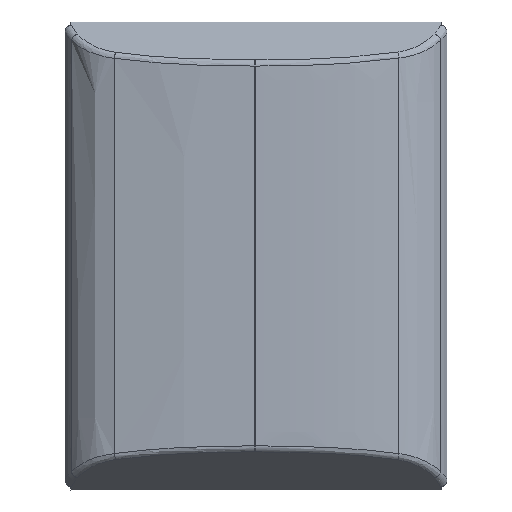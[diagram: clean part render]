
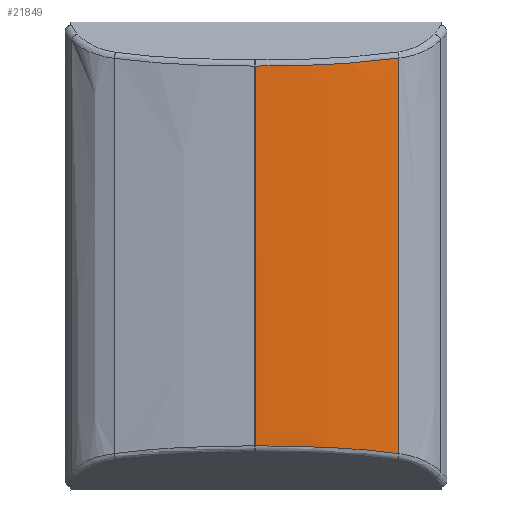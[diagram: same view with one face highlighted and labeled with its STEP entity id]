
A CAD part, top view. The second image highlights one B-rep face of the part: STEP entity #21849.
In plain terms, the highlighted face is a extrusion surface.
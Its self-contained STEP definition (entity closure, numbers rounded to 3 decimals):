
#1104=CARTESIAN_POINT('',(-0.02,1.602,
6.053));
#1105=CARTESIAN_POINT('',(0.644,1.602,6.053));
#1106=CARTESIAN_POINT('',(1.945,1.592,6.04));
#1107=CARTESIAN_POINT('',(3.878,1.541,5.968));
#1108=CARTESIAN_POINT('',(5.591,1.459,5.856));
#1109=CARTESIAN_POINT('',(7.569,1.311,5.652));
#1110=CARTESIAN_POINT('',(8.834,1.166,5.451));
#1111=CARTESIAN_POINT('',(9.469,1.076,5.326));
#1118=DIRECTION('',(0.,1.,0.));
#1119=VECTOR('',#1118,25.172);
#1120=CARTESIAN_POINT('',(-0.02,1.602,
6.053));
#1121=LINE('',#1120,#1119);
#1122=DIRECTION('',(0.,-1.,0.));
#1123=VECTOR('',#1122,26.223);
#1124=CARTESIAN_POINT('',(9.469,27.299,5.326));
#1125=LINE('',#1124,#1123);
#1351=CARTESIAN_POINT('',(9.469,27.299,5.326));
#1352=CARTESIAN_POINT('',(9.102,27.248,5.398));
#1353=CARTESIAN_POINT('',(8.318,27.149,5.535));
#1354=CARTESIAN_POINT('',(7.001,27.021,5.713));
#1355=CARTESIAN_POINT('',(5.526,26.916,5.858));
#1356=CARTESIAN_POINT('',(3.88,26.836,5.968));
#1357=CARTESIAN_POINT('',(2.067,26.786,6.036));
#1358=CARTESIAN_POINT('',(0.699,26.774,6.053));
#1359=CARTESIAN_POINT('',(-0.02,26.774,
6.053));
#15802=CARTESIAN_POINT('',(-0.02,1.602,
6.053));
#15804=VERTEX_POINT('',#15802);
#15808=CARTESIAN_POINT('',(-0.02,26.774,
6.053));
#15809=VERTEX_POINT('',#15808);
#15814=VERTEX_POINT('',#1111);
#15816=VERTEX_POINT('',#1351);
#21780=CARTESIAN_POINT('',(9.563,-0.89,
5.307));
#21781=CARTESIAN_POINT('',(9.532,-0.89,
5.314));
#21782=CARTESIAN_POINT('',(9.215,-0.89,
5.377));
#21783=CARTESIAN_POINT('',(8.642,-0.89,
5.479));
#21784=CARTESIAN_POINT('',(7.868,-0.89,
5.596));
#21785=CARTESIAN_POINT('',(7.173,-0.89,
5.686));
#21786=CARTESIAN_POINT('',(6.546,-0.89,
5.756));
#21787=CARTESIAN_POINT('',(5.978,-0.89,
5.811));
#21788=CARTESIAN_POINT('',(5.464,-0.89,
5.856));
#21789=CARTESIAN_POINT('',(4.995,-0.89,
5.891));
#21790=CARTESIAN_POINT('',(4.569,-0.89,5.92));
#21791=CARTESIAN_POINT('',(4.179,-0.89,
5.943));
#21792=CARTESIAN_POINT('',(3.823,-0.89,
5.963));
#21793=CARTESIAN_POINT('',(3.498,-0.89,
5.978));
#21794=CARTESIAN_POINT('',(3.201,-0.89,
5.991));
#21795=CARTESIAN_POINT('',(2.929,-0.89,
6.002));
#21796=CARTESIAN_POINT('',(2.681,-0.89,
6.01));
#21797=CARTESIAN_POINT('',(2.453,-0.89,6.017));
#21798=CARTESIAN_POINT('',(2.245,-0.89,
6.023));
#21799=CARTESIAN_POINT('',(2.055,-0.89,
6.028));
#21800=CARTESIAN_POINT('',(1.88,-0.89,
6.032));
#21801=CARTESIAN_POINT('',(1.72,-0.89,
6.036));
#21802=CARTESIAN_POINT('',(1.574,-0.89,
6.039));
#21803=CARTESIAN_POINT('',(1.439,-0.89,
6.041));
#21804=CARTESIAN_POINT('',(1.315,-0.89,
6.043));
#21805=CARTESIAN_POINT('',(1.201,-0.89,
6.044));
#21806=CARTESIAN_POINT('',(1.096,-0.89,
6.046));
#21807=CARTESIAN_POINT('',(1.,-0.89,
6.047));
#21808=CARTESIAN_POINT('',(0.911,-0.89,
6.048));
#21809=CARTESIAN_POINT('',(0.829,-0.89,
6.049));
#21810=CARTESIAN_POINT('',(0.754,-0.89,
6.049));
#21811=CARTESIAN_POINT('',(0.684,-0.89,
6.05));
#21812=CARTESIAN_POINT('',(0.62,-0.89,
6.05));
#21813=CARTESIAN_POINT('',(0.561,-0.89,
6.051));
#21814=CARTESIAN_POINT('',(0.506,-0.89,
6.051));
#21815=CARTESIAN_POINT('',(0.455,-0.89,
6.051));
#21816=CARTESIAN_POINT('',(0.408,-0.89,
6.052));
#21817=CARTESIAN_POINT('',(0.365,-0.89,
6.052));
#21818=CARTESIAN_POINT('',(0.325,-0.89,
6.052));
#21819=CARTESIAN_POINT('',(0.288,-0.89,
6.052));
#21820=CARTESIAN_POINT('',(0.254,-0.89,
6.052));
#21821=CARTESIAN_POINT('',(0.223,-0.89,
6.052));
#21822=CARTESIAN_POINT('',(0.193,-0.89,
6.052));
#21823=CARTESIAN_POINT('',(0.166,-0.89,
6.052));
#21824=CARTESIAN_POINT('',(0.141,-0.89,
6.052));
#21825=CARTESIAN_POINT('',(0.118,-0.89,
6.052));
#21826=CARTESIAN_POINT('',(0.097,-0.89,6.052));
#21827=CARTESIAN_POINT('',(0.077,-0.89,
6.052));
#21828=CARTESIAN_POINT('',(0.059,-0.89,
6.053));
#21829=CARTESIAN_POINT('',(0.042,-0.89,6.053));
#21830=CARTESIAN_POINT('',(0.027,-0.89,6.053));
#21831=CARTESIAN_POINT('',(0.013,-0.89,6.053));
#21832=CARTESIAN_POINT('',(0.001,-0.89,
6.053));
#21833=CARTESIAN_POINT('',(-0.01,-0.89,
6.053));
#21834=CARTESIAN_POINT('',(-0.08,-0.89,
6.053));
#21835=CARTESIAN_POINT('',(-0.147,-0.89,
6.052));
#21836=CARTESIAN_POINT('',(-0.21,-0.89,
6.052));
#21838=DIRECTION('',(0.,-1.,0.));
#21839=VECTOR('',#21838,1.);
#21840=SURFACE_OF_LINEAR_EXTRUSION('',#21837,#21839);
#21841=ORIENTED_EDGE('',*,*,#21771,.F.);
#21843=ORIENTED_EDGE('',*,*,#21842,.T.);
#21845=ORIENTED_EDGE('',*,*,#21844,.F.);
#21846=ORIENTED_EDGE('',*,*,#21637,.T.);
#21847=EDGE_LOOP('',(#21841,#21843,#21845,#21846));
#21848=FACE_OUTER_BOUND('',#21847,.F.);
#21849=ADVANCED_FACE('',(#21848),#21840,.T.);
#1112=B_SPLINE_CURVE_WITH_KNOTS('',3,(#1104,#1105,#1106,#1107,#1108,#1109,#1110,
#1111),.UNSPECIFIED.,.F.,.F.,(4,1,1,1,1,4),(0.,0.2,0.4,0.6,0.8,1.),
.UNSPECIFIED.);
#1360=B_SPLINE_CURVE_WITH_KNOTS('',3,(#1351,#1352,#1353,#1354,#1355,#1356,#1357,
#1358,#1359),.UNSPECIFIED.,.F.,.F.,(4,1,1,1,1,1,4),(0.,0.167,
0.333,0.5,0.667,0.833,1.),
.UNSPECIFIED.);
#21637=EDGE_CURVE('',#15816,#15814,#1125,.T.);
#21771=EDGE_CURVE('',#15804,#15814,#1112,.T.);
#21837=B_SPLINE_CURVE_WITH_KNOTS('',3,(#21780,#21781,#21782,#21783,#21784,
#21785,#21786,#21787,#21788,#21789,#21790,#21791,#21792,#21793,#21794,#21795,
#21796,#21797,#21798,#21799,#21800,#21801,#21802,#21803,#21804,#21805,#21806,
#21807,#21808,#21809,#21810,#21811,#21812,#21813,#21814,#21815,#21816,#21817,
#21818,#21819,#21820,#21821,#21822,#21823,#21824,#21825,#21826,#21827,#21828,
#21829,#21830,#21831,#21832,#21833,#21834,#21835,#21836),.UNSPECIFIED.,.F.,.F.,(
4,1,1,1,1,1,1,1,1,1,1,1,1,1,1,1,1,1,1,1,1,1,1,1,1,1,1,1,1,1,1,1,1,1,1,1,1,1,1,1,
1,1,1,1,1,1,1,1,1,1,1,1,1,1,4),(0.,0.01,0.099,
0.178,0.249,0.313,0.371,
0.423,0.471,0.514,0.554,
0.59,0.623,0.653,0.681,
0.706,0.729,0.75,0.77,
0.787,0.804,0.819,0.832,
0.845,0.857,0.867,0.877,
0.886,0.894,0.902,0.909,
0.916,0.922,0.927,0.932,
0.937,0.941,0.946,0.949,
0.953,0.956,0.959,0.962,
0.964,0.967,0.969,0.971,
0.973,0.974,0.976,0.977,
0.979,0.98,0.981,1.),.UNSPECIFIED.);
#21842=EDGE_CURVE('',#15804,#15809,#1121,.T.);
#21844=EDGE_CURVE('',#15816,#15809,#1360,.T.);
